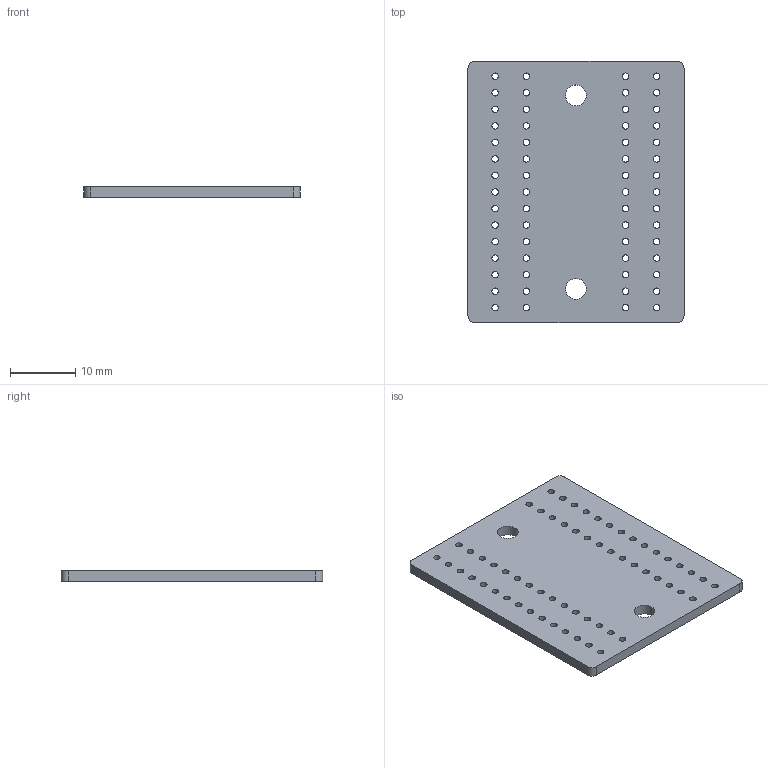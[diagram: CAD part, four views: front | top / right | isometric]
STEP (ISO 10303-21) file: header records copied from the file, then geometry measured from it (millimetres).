
FILE_DESCRIPTION(('KiCad electronic assembly'),'2;1');
FILE_NAME('PTSolns_Nano_Terminal.step','2024-03-14T19:00:50',('Pcbnew'), ('Kicad'),'Open CASCADE STEP processor 7.6','KiCad to STEP converter', 'Unknown');
FILE_SCHEMA(('AUTOMOTIVE_DESIGN { 1 0 10303 214 1 1 1 1 }'));
Length unit declared in the file: millimetre
Products named in the file (2): PTSolns_Nano_Terminal 1; _autosave-PTSolns_Nano_Terminal PCB
Assembly tree (1 placements, depth 2):
  PTSolns_Nano_Terminal 1
    _autosave-PTSolns_Nano_Terminal PCB
Bounding box: 33.19 x 40.13 x 1.6 mm (x, y, z)
Volume: 2028.6 mm3; surface area: 3101.4 mm2
Topology: 1 solids, 1 shells, 72 faces, 210 edges, 140 vertices
Faces by surface type: cylinder 66, plane 6
Full cylindrical faces by diameter (mm): 1 x60, 3.2 x2
Entity records: 5887 total; most frequent: CARTESIAN_POINT 1636, DIRECTION 778, ORIENTED_EDGE 420, PCURVE 420, DEFINITIONAL_REPRESENTATION 420, LINE 366, VECTOR 366, EDGE_CURVE 210
